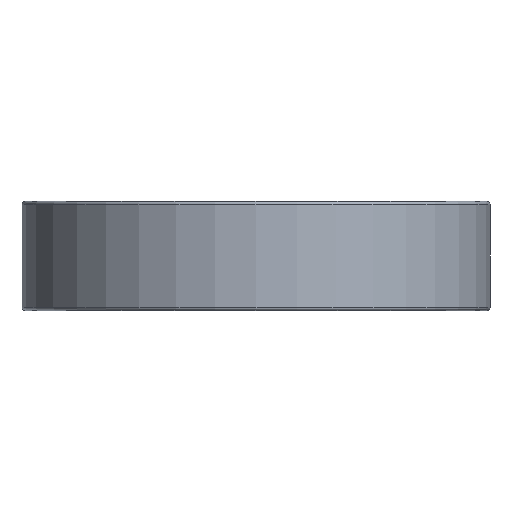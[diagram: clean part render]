
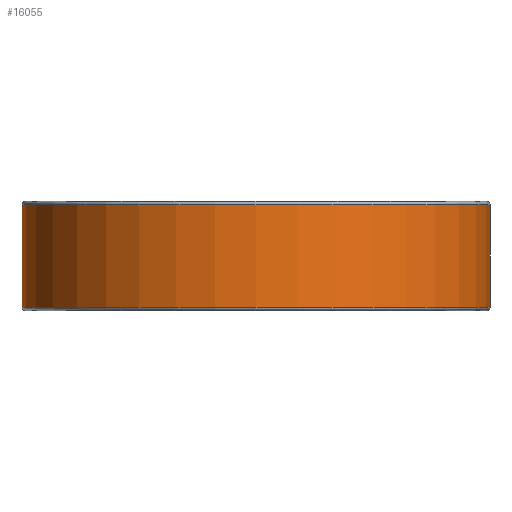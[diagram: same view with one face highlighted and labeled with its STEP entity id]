
A CAD part, front view. The second image highlights one B-rep face of the part: STEP entity #16055.
In plain terms, the highlighted cylindrical face has radius 150 mm (diameter 300 mm), a partial arc.
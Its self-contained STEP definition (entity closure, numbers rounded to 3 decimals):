
#181 = CARTESIAN_POINT ( 'NONE',  ( 92.434, -43.413, -6.913 ) ) ;
#420 = LINE ( 'NONE', #5794, #3612 ) ;
#1434 = VERTEX_POINT ( 'NONE', #22961 ) ;
#1835 = CARTESIAN_POINT ( 'NONE',  ( -57.566, -43.413, -33. ) ) ;
#2071 = DIRECTION ( 'NONE',  ( 1., 0., 0. ) ) ;
#2145 = DIRECTION ( 'NONE',  ( 0., 0., -1. ) ) ;
#2165 = DIRECTION ( 'NONE',  ( -1., 0., 0. ) ) ;
#2342 = CYLINDRICAL_SURFACE ( 'NONE', #9397, 150. ) ;
#3571 = VERTEX_POINT ( 'NONE', #18948 ) ;
#3594 = ORIENTED_EDGE ( 'NONE', *, *, #4402, .T. ) ;
#3612 = VECTOR ( 'NONE', #7787, 1000. ) ;
#3692 = DIRECTION ( 'NONE',  ( 0., 0., -1. ) ) ;
#4212 = ORIENTED_EDGE ( 'NONE', *, *, #17793, .F. ) ;
#4249 = CIRCLE ( 'NONE', #10641, 150. ) ;
#4402 = EDGE_CURVE ( 'NONE', #1434, #7653, #22939, .T. ) ;
#5794 = CARTESIAN_POINT ( 'NONE',  ( -207.566, -43.413, -6.913 ) ) ;
#6104 = ORIENTED_EDGE ( 'NONE', *, *, #20636, .T. ) ;
#7653 = VERTEX_POINT ( 'NONE', #17442 ) ;
#7787 = DIRECTION ( 'NONE',  ( 0., 0., -1. ) ) ;
#9397 = AXIS2_PLACEMENT_3D ( 'NONE', #10206, #20777, #15135 ) ;
#9758 = EDGE_CURVE ( 'NONE', #3571, #1434, #420, .T. ) ;
#10206 = CARTESIAN_POINT ( 'NONE',  ( -57.566, -43.413, -6.913 ) ) ;
#10315 = ORIENTED_EDGE ( 'NONE', *, *, #9758, .T. ) ;
#10641 = AXIS2_PLACEMENT_3D ( 'NONE', #19904, #3692, #2165 ) ;
#11567 = CARTESIAN_POINT ( 'NONE',  ( 92.434, -43.413, 33. ) ) ;
#12835 = AXIS2_PLACEMENT_3D ( 'NONE', #1835, #22112, #2071 ) ;
#14792 = FACE_OUTER_BOUND ( 'NONE', #18367, .T. ) ;
#15135 = DIRECTION ( 'NONE',  ( -1., 0., 0. ) ) ;
#16055 = ADVANCED_FACE ( 'NONE', ( #14792 ), #2342, .T. ) ;
#17442 = CARTESIAN_POINT ( 'NONE',  ( 92.434, -43.413, -33. ) ) ;
#17793 = EDGE_CURVE ( 'NONE', #21991, #7653, #18260, .T. ) ;
#18260 = LINE ( 'NONE', #181, #19524 ) ;
#18367 = EDGE_LOOP ( 'NONE', ( #4212, #6104, #10315, #3594 ) ) ;
#18948 = CARTESIAN_POINT ( 'NONE',  ( -207.566, -43.413, 33. ) ) ;
#19524 = VECTOR ( 'NONE', #2145, 1000. ) ;
#19904 = CARTESIAN_POINT ( 'NONE',  ( -57.566, -43.413, 33. ) ) ;
#20636 = EDGE_CURVE ( 'NONE', #21991, #3571, #4249, .T. ) ;
#20777 = DIRECTION ( 'NONE',  ( 0., 0., -1. ) ) ;
#21991 = VERTEX_POINT ( 'NONE', #11567 ) ;
#22112 = DIRECTION ( 'NONE',  ( 0., 0., 1. ) ) ;
#22939 = CIRCLE ( 'NONE', #12835, 150. ) ;
#22961 = CARTESIAN_POINT ( 'NONE',  ( -207.566, -43.413, -33. ) ) ;
